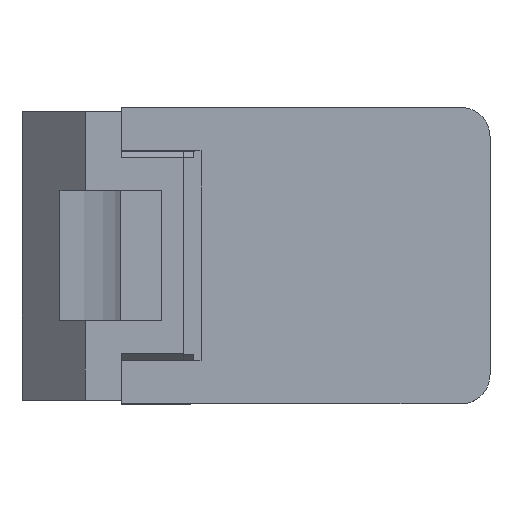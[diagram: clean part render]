
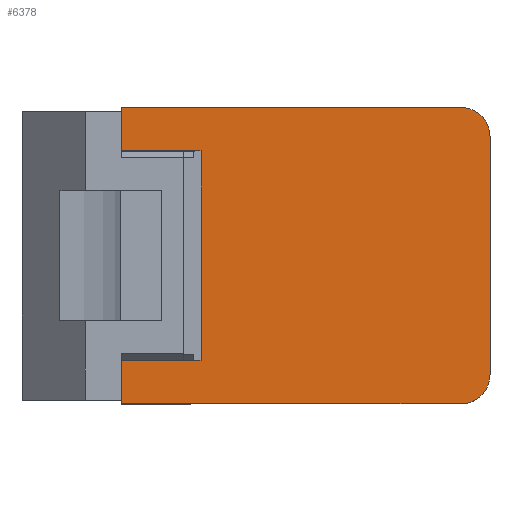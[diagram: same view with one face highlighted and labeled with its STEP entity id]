
A CAD part, top view. The second image highlights one B-rep face of the part: STEP entity #6378.
In plain terms, the highlighted face is planar.
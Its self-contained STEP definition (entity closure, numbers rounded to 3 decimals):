
#303=PLANE('',#6949);
#618=FACE_OUTER_BOUND('',#957,.T.);
#957=EDGE_LOOP('',(#5620,#5621,#5622,#5623,#5624,#5625,#5626,#5627,#5628,
#5629));
#1640=LINE('',#10221,#2420);
#1650=LINE('',#10246,#2430);
#1654=LINE('',#10256,#2434);
#1655=LINE('',#10258,#2435);
#1656=LINE('',#10260,#2436);
#1657=LINE('',#10262,#2437);
#1658=LINE('',#10263,#2438);
#1659=LINE('',#10264,#2439);
#2420=VECTOR('',#8316,10.);
#2430=VECTOR('',#8336,10.);
#2434=VECTOR('',#8344,10.);
#2435=VECTOR('',#8345,10.);
#2436=VECTOR('',#8346,10.);
#2437=VECTOR('',#8347,10.);
#2438=VECTOR('',#8348,10.);
#2439=VECTOR('',#8349,10.);
#2688=CIRCLE('',#6939,2.);
#2692=CIRCLE('',#6946,2.);
#3169=VERTEX_POINT('',#10201);
#3170=VERTEX_POINT('',#10203);
#3177=VERTEX_POINT('',#10219);
#3185=VERTEX_POINT('',#10239);
#3186=VERTEX_POINT('',#10240);
#3187=VERTEX_POINT('',#10245);
#3191=VERTEX_POINT('',#10255);
#3192=VERTEX_POINT('',#10257);
#3193=VERTEX_POINT('',#10259);
#3194=VERTEX_POINT('',#10261);
#4004=EDGE_CURVE('',#3169,#3170,#2688,.T.);
#4013=EDGE_CURVE('',#3177,#3169,#1640,.T.);
#4022=EDGE_CURVE('',#3185,#3186,#2692,.T.);
#4025=EDGE_CURVE('',#3186,#3187,#1650,.T.);
#4030=EDGE_CURVE('',#3191,#3177,#1654,.T.);
#4031=EDGE_CURVE('',#3191,#3192,#1655,.T.);
#4032=EDGE_CURVE('',#3192,#3193,#1656,.T.);
#4033=EDGE_CURVE('',#3193,#3194,#1657,.T.);
#4034=EDGE_CURVE('',#3187,#3194,#1658,.T.);
#4035=EDGE_CURVE('',#3170,#3185,#1659,.T.);
#5620=ORIENTED_EDGE('',*,*,#4004,.F.);
#5621=ORIENTED_EDGE('',*,*,#4013,.F.);
#5622=ORIENTED_EDGE('',*,*,#4030,.F.);
#5623=ORIENTED_EDGE('',*,*,#4031,.T.);
#5624=ORIENTED_EDGE('',*,*,#4032,.T.);
#5625=ORIENTED_EDGE('',*,*,#4033,.T.);
#5626=ORIENTED_EDGE('',*,*,#4034,.F.);
#5627=ORIENTED_EDGE('',*,*,#4025,.F.);
#5628=ORIENTED_EDGE('',*,*,#4022,.F.);
#5629=ORIENTED_EDGE('',*,*,#4035,.F.);
#6378=ADVANCED_FACE('',(#618),#303,.T.);
#6939=AXIS2_PLACEMENT_3D('',#10204,#8302,#8303);
#6946=AXIS2_PLACEMENT_3D('',#10241,#8330,#8331);
#6949=AXIS2_PLACEMENT_3D('',#10254,#8342,#8343);
#8302=DIRECTION('center_axis',(1.,0.,0.));
#8303=DIRECTION('ref_axis',(0.,0.707,0.707));
#8316=DIRECTION('',(0.,0.,1.));
#8330=DIRECTION('center_axis',(1.,0.,0.));
#8331=DIRECTION('ref_axis',(0.,-0.707,0.707));
#8336=DIRECTION('',(0.,0.,-1.));
#8342=DIRECTION('center_axis',(-1.,0.,0.));
#8343=DIRECTION('ref_axis',(0.,0.,1.));
#8344=DIRECTION('',(0.,1.,0.));
#8345=DIRECTION('',(0.,0.,1.));
#8346=DIRECTION('',(0.,-1.,0.));
#8347=DIRECTION('',(0.,0.,-1.));
#8348=DIRECTION('',(0.,1.,0.));
#8349=DIRECTION('',(0.,-1.,0.));
#10201=CARTESIAN_POINT('',(0.,10.25,23.5));
#10203=CARTESIAN_POINT('',(0.,8.25,25.5));
#10204=CARTESIAN_POINT('Origin',(0.,8.25,23.5));
#10219=CARTESIAN_POINT('',(0.,10.25,0.));
#10221=CARTESIAN_POINT('',(0.,10.25,0.));
#10239=CARTESIAN_POINT('',(0.,-8.25,25.5));
#10240=CARTESIAN_POINT('',(0.,-10.25,23.5));
#10241=CARTESIAN_POINT('Origin',(0.,-8.25,23.5));
#10245=CARTESIAN_POINT('',(0.,-10.25,0.));
#10246=CARTESIAN_POINT('',(0.,-10.25,0.));
#10254=CARTESIAN_POINT('Origin',(0.,0.,0.));
#10255=CARTESIAN_POINT('',(0.,7.25,0.));
#10256=CARTESIAN_POINT('',(0.,0.,0.));
#10257=CARTESIAN_POINT('',(0.,7.25,5.5));
#10258=CARTESIAN_POINT('',(0.,7.25,0.));
#10259=CARTESIAN_POINT('',(0.,-7.25,5.5));
#10260=CARTESIAN_POINT('',(0.,0.,5.5));
#10261=CARTESIAN_POINT('',(0.,-7.25,0.));
#10262=CARTESIAN_POINT('',(0.,-7.25,0.));
#10263=CARTESIAN_POINT('',(0.,0.,0.));
#10264=CARTESIAN_POINT('',(0.,0.,25.5));
